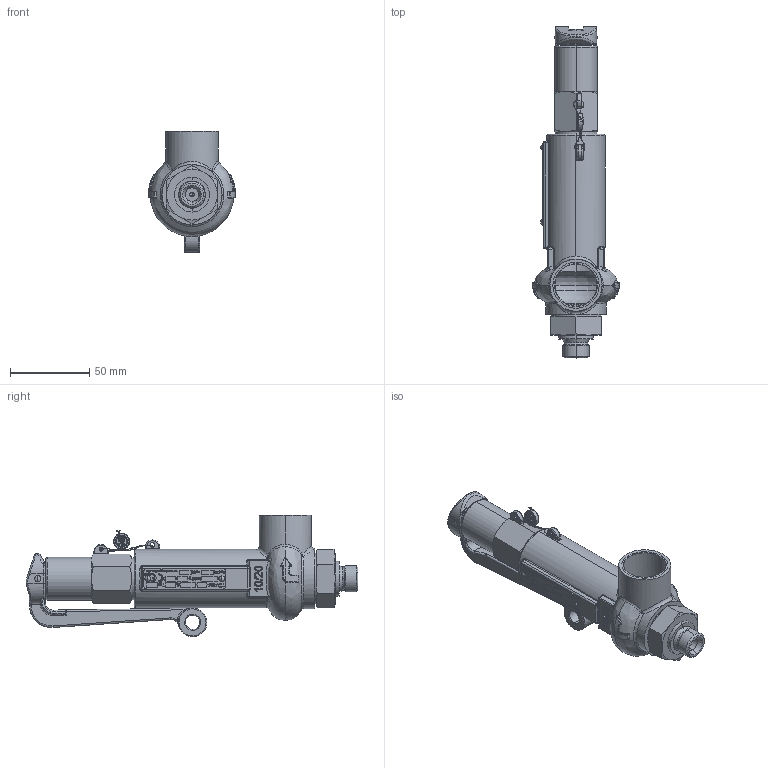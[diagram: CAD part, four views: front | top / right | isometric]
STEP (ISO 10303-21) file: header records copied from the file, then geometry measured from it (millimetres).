
FILE_DESCRIPTION (( 'STEP AP203' ), '1' );
FILE_NAME ('Typ_10-BG_I-head_A-G038-G034.STEP', '2019-09-20T09:56:59', ( '' ), ( '' ), 'SwSTEP 2.0', 'SolidWorks 2016', '' );
FILE_SCHEMA (( 'CONFIG_CONTROL_DESIGN' ));
Products named in the file (1): Typ_10-BG_I-head_A-G038-G034
Bounding box: 54.95 x 209.96 x 76.64 mm (x, y, z)
Volume: 73918.9 mm3; surface area: 59725.4 mm2
Topology: 29 solids, 29 shells, 1856 faces, 4733 edges, 2993 vertices
Faces by surface type: bspline 795, plane 710, cylinder 286, cone 65
Entity records: 91980 total; most frequent: CARTESIAN_POINT 52624, ORIENTED_EDGE 9396, DIRECTION 6103, EDGE_CURVE 4698, VERTEX_POINT 2993, LINE 2155, VECTOR 2155, EDGE_LOOP 1993
